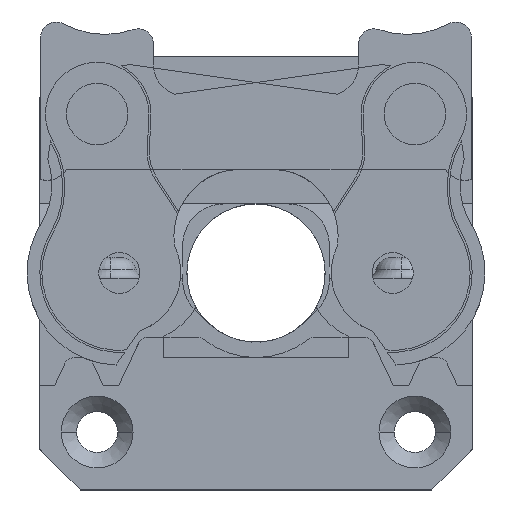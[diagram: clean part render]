
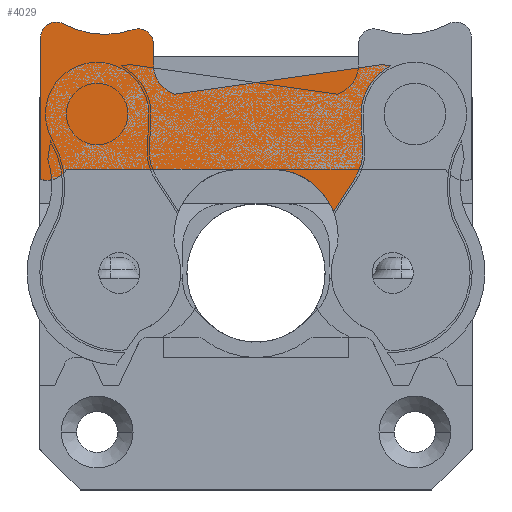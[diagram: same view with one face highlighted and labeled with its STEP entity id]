
A CAD part, top view. The second image highlights one B-rep face of the part: STEP entity #4029.
In plain terms, the highlighted planar face has unit normal (0, 0, 1).
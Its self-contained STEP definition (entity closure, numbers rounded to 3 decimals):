
#53 = CARTESIAN_POINT ( 'NONE',  ( 1.506, 10.131, 17. ) ) ;
#140 = ORIENTED_EDGE ( 'NONE', *, *, #5831, .F. ) ;
#169 = VECTOR ( 'NONE', #6716, 1000. ) ;
#287 = CIRCLE ( 'NONE', #11448, 5.25 ) ;
#664 = EDGE_CURVE ( 'NONE', #5375, #3686, #12127, .T. ) ;
#834 = CARTESIAN_POINT ( 'NONE',  ( -7.917, 17.431, 17. ) ) ;
#904 = EDGE_LOOP ( 'NONE', ( #6634, #6681, #1602, #5988, #12773, #8670, #2493, #1394, #140, #7120, #12132, #8233, #12182, #4950, #11554, #959 ) ) ;
#959 = ORIENTED_EDGE ( 'NONE', *, *, #9110, .F. ) ;
#1038 = EDGE_CURVE ( 'NONE', #3686, #4098, #8370, .T. ) ;
#1049 = VERTEX_POINT ( 'NONE', #9883 ) ;
#1059 = DIRECTION ( 'NONE',  ( 0.99, 0.141, 0. ) ) ;
#1148 = DIRECTION ( 'NONE',  ( 0.987, -0.163, 0. ) ) ;
#1166 = DIRECTION ( 'NONE',  ( -0.542, -0.84, 0. ) ) ;
#1260 = CARTESIAN_POINT ( 'NONE',  ( 1.506, 10.131, 17. ) ) ;
#1307 = VECTOR ( 'NONE', #1166, 1000. ) ;
#1394 = ORIENTED_EDGE ( 'NONE', *, *, #12392, .F. ) ;
#1455 = CARTESIAN_POINT ( 'NONE',  ( -19.5, 22.98, 17. ) ) ;
#1602 = ORIENTED_EDGE ( 'NONE', *, *, #11829, .F. ) ;
#1779 = DIRECTION ( 'NONE',  ( -1., 0., 0. ) ) ;
#1892 = CARTESIAN_POINT ( 'NONE',  ( 9.655, 9.236, 17. ) ) ;
#2213 = CARTESIAN_POINT ( 'NONE',  ( 10.256, 15.253, 17. ) ) ;
#2223 = CARTESIAN_POINT ( 'NONE',  ( 5.663, 11.81, 17. ) ) ;
#2422 = FACE_OUTER_BOUND ( 'NONE', #904, .T. ) ;
#2493 = ORIENTED_EDGE ( 'NONE', *, *, #13343, .F. ) ;
#2502 = CARTESIAN_POINT ( 'NONE',  ( 10.25, 15.5, 17. ) ) ;
#2594 = CARTESIAN_POINT ( 'NONE',  ( 10.408, 12.034, 17. ) ) ;
#2689 = EDGE_CURVE ( 'NONE', #4098, #11867, #13298, .T. ) ;
#2859 = DIRECTION ( 'NONE',  ( 0., 1., 0. ) ) ;
#3292 = AXIS2_PLACEMENT_3D ( 'NONE', #7477, #9910, #1779 ) ;
#3363 = CARTESIAN_POINT ( 'NONE',  ( 10.256, 15.253, 17. ) ) ;
#3381 = CARTESIAN_POINT ( 'NONE',  ( 13.161, 20.2, 17. ) ) ;
#3557 = EDGE_CURVE ( 'NONE', #8045, #8709, #7737, .T. ) ;
#3686 = VERTEX_POINT ( 'NONE', #9290 ) ;
#4029 = ADVANCED_FACE ( 'NONE', ( #2422 ), #9001, .T. ) ;
#4096 = DIRECTION ( 'NONE',  ( 0., 0., 1. ) ) ;
#4098 = VERTEX_POINT ( 'NONE', #53 ) ;
#4151 = VECTOR ( 'NONE', #1059, 1000. ) ;
#4306 = DIRECTION ( 'NONE',  ( -1., 0., 0. ) ) ;
#4314 = CARTESIAN_POINT ( 'NONE',  ( 15.5, 15.5, 17. ) ) ;
#4398 = CARTESIAN_POINT ( 'NONE',  ( 15.5, 15.5, 17. ) ) ;
#4428 = EDGE_CURVE ( 'NONE', #9952, #8267, #5117, .T. ) ;
#4588 = DIRECTION ( 'NONE',  ( 0., 0., -1. ) ) ;
#4614 = CARTESIAN_POINT ( 'NONE',  ( 1.506, 3.631, 17. ) ) ;
#4821 = AXIS2_PLACEMENT_3D ( 'NONE', #2223, #10565, #13171 ) ;
#4950 = ORIENTED_EDGE ( 'NONE', *, *, #5100, .F. ) ;
#5052 = DIRECTION ( 'NONE',  ( 0., 0., 1. ) ) ;
#5100 = EDGE_CURVE ( 'NONE', #9958, #5375, #10702, .T. ) ;
#5117 = LINE ( 'NONE', #6185, #10668 ) ;
#5159 = AXIS2_PLACEMENT_3D ( 'NONE', #4314, #11994, #7790 ) ;
#5260 = DIRECTION ( 'NONE',  ( -1., 0., 0. ) ) ;
#5323 = DIRECTION ( 'NONE',  ( 0., -1., 0. ) ) ;
#5367 = DIRECTION ( 'NONE',  ( -1., 0., 0. ) ) ;
#5375 = VERTEX_POINT ( 'NONE', #1892 ) ;
#5743 = CIRCLE ( 'NONE', #3292, 8.5 ) ;
#5754 = CARTESIAN_POINT ( 'NONE',  ( -21., 9.119, 17. ) ) ;
#5801 = CIRCLE ( 'NONE', #12918, 2.2 ) ;
#5831 = EDGE_CURVE ( 'NONE', #7500, #5849, #8577, .T. ) ;
#5849 = VERTEX_POINT ( 'NONE', #6367 ) ;
#5851 = DIRECTION ( 'NONE',  ( -1., 0., 0. ) ) ;
#5988 = ORIENTED_EDGE ( 'NONE', *, *, #10752, .F. ) ;
#6185 = CARTESIAN_POINT ( 'NONE',  ( -10., 22.315, 17. ) ) ;
#6195 = CARTESIAN_POINT ( 'NONE',  ( 9.655, 9.236, 17. ) ) ;
#6226 = CIRCLE ( 'NONE', #11392, 1.5 ) ;
#6295 = CARTESIAN_POINT ( 'NONE',  ( -7.917, 17.431, 17. ) ) ;
#6367 = CARTESIAN_POINT ( 'NONE',  ( -21., 22.98, 17. ) ) ;
#6634 = ORIENTED_EDGE ( 'NONE', *, *, #10075, .F. ) ;
#6681 = ORIENTED_EDGE ( 'NONE', *, *, #3557, .F. ) ;
#6716 = DIRECTION ( 'NONE',  ( -1., 0., 0. ) ) ;
#6930 = VECTOR ( 'NONE', #7680, 1000. ) ;
#7017 = AXIS2_PLACEMENT_3D ( 'NONE', #13564, #4588, #12673 ) ;
#7120 = ORIENTED_EDGE ( 'NONE', *, *, #10606, .F. ) ;
#7230 = LINE ( 'NONE', #2213, #6930 ) ;
#7477 = CARTESIAN_POINT ( 'NONE',  ( -14.741, 31.775, 17. ) ) ;
#7490 = CARTESIAN_POINT ( 'NONE',  ( 12.38, 20.329, 17. ) ) ;
#7500 = VERTEX_POINT ( 'NONE', #5754 ) ;
#7680 = DIRECTION ( 'NONE',  ( 0.047, -0.999, 0. ) ) ;
#7737 = LINE ( 'NONE', #7490, #9011 ) ;
#7790 = DIRECTION ( 'NONE',  ( -1., 0., 0. ) ) ;
#8045 = VERTEX_POINT ( 'NONE', #9618 ) ;
#8222 = VERTEX_POINT ( 'NONE', #8546 ) ;
#8233 = ORIENTED_EDGE ( 'NONE', *, *, #1038, .F. ) ;
#8267 = VERTEX_POINT ( 'NONE', #11216 ) ;
#8370 = CIRCLE ( 'NONE', #12982, 6.5 ) ;
#8541 = DIRECTION ( 'NONE',  ( 0., 0., 1. ) ) ;
#8546 = CARTESIAN_POINT ( 'NONE',  ( -11.986, 23.734, 17. ) ) ;
#8577 = LINE ( 'NONE', #10103, #12335 ) ;
#8645 = AXIS2_PLACEMENT_3D ( 'NONE', #4398, #5052, #12492 ) ;
#8670 = ORIENTED_EDGE ( 'NONE', *, *, #11010, .F. ) ;
#8709 = VERTEX_POINT ( 'NONE', #3381 ) ;
#8856 = VERTEX_POINT ( 'NONE', #2502 ) ;
#9001 = PLANE ( 'NONE',  #8645 ) ;
#9011 = VECTOR ( 'NONE', #1148, 1000. ) ;
#9025 = CIRCLE ( 'NONE', #5159, 5.25 ) ;
#9110 = EDGE_CURVE ( 'NONE', #8856, #10357, #9025, .T. ) ;
#9290 = CARTESIAN_POINT ( 'NONE',  ( 7.563, 5.99, 17. ) ) ;
#9618 = CARTESIAN_POINT ( 'NONE',  ( 12.38, 20.329, 17. ) ) ;
#9737 = AXIS2_PLACEMENT_3D ( 'NONE', #11135, #4096, #5851 ) ;
#9755 = CARTESIAN_POINT ( 'NONE',  ( -20.397, 11.235, 17. ) ) ;
#9883 = CARTESIAN_POINT ( 'NONE',  ( -18.786, 24.299, 17. ) ) ;
#9910 = DIRECTION ( 'NONE',  ( 0., 0., 1. ) ) ;
#9952 = VERTEX_POINT ( 'NONE', #11178 ) ;
#9958 = VERTEX_POINT ( 'NONE', #2594 ) ;
#10075 = EDGE_CURVE ( 'NONE', #8709, #8856, #287, .T. ) ;
#10103 = CARTESIAN_POINT ( 'NONE',  ( -21., 9.119, 17. ) ) ;
#10357 = VERTEX_POINT ( 'NONE', #3363 ) ;
#10565 = DIRECTION ( 'NONE',  ( 0., 0., -1. ) ) ;
#10606 = EDGE_CURVE ( 'NONE', #11867, #7500, #5801, .T. ) ;
#10668 = VECTOR ( 'NONE', #5323, 1000. ) ;
#10702 = CIRCLE ( 'NONE', #4821, 4.75 ) ;
#10752 = EDGE_CURVE ( 'NONE', #8267, #12505, #11598, .T. ) ;
#11010 = EDGE_CURVE ( 'NONE', #8222, #9952, #13062, .T. ) ;
#11135 = CARTESIAN_POINT ( 'NONE',  ( -7., 20.288, 17. ) ) ;
#11178 = CARTESIAN_POINT ( 'NONE',  ( -10., 22.315, 17. ) ) ;
#11206 = CARTESIAN_POINT ( 'NONE',  ( 15.5, 15.5, 17. ) ) ;
#11216 = CARTESIAN_POINT ( 'NONE',  ( -10., 20.288, 17. ) ) ;
#11392 = AXIS2_PLACEMENT_3D ( 'NONE', #1455, #12188, #4306 ) ;
#11448 = AXIS2_PLACEMENT_3D ( 'NONE', #11206, #8541, #5260 ) ;
#11554 = ORIENTED_EDGE ( 'NONE', *, *, #13426, .F. ) ;
#11598 = CIRCLE ( 'NONE', #9737, 3. ) ;
#11605 = CARTESIAN_POINT ( 'NONE',  ( -18.494, 10.131, 17. ) ) ;
#11829 = EDGE_CURVE ( 'NONE', #12505, #8045, #12882, .T. ) ;
#11867 = VERTEX_POINT ( 'NONE', #11605 ) ;
#11994 = DIRECTION ( 'NONE',  ( 0., 0., 1. ) ) ;
#12127 = LINE ( 'NONE', #6195, #1307 ) ;
#12132 = ORIENTED_EDGE ( 'NONE', *, *, #2689, .F. ) ;
#12182 = ORIENTED_EDGE ( 'NONE', *, *, #664, .F. ) ;
#12188 = DIRECTION ( 'NONE',  ( 0., 0., -1. ) ) ;
#12335 = VECTOR ( 'NONE', #2859, 1000. ) ;
#12392 = EDGE_CURVE ( 'NONE', #5849, #1049, #6226, .T. ) ;
#12490 = DIRECTION ( 'NONE',  ( 0., 0., 1. ) ) ;
#12492 = DIRECTION ( 'NONE',  ( -1., 0., 0. ) ) ;
#12505 = VERTEX_POINT ( 'NONE', #834 ) ;
#12673 = DIRECTION ( 'NONE',  ( -1., 0., 0. ) ) ;
#12773 = ORIENTED_EDGE ( 'NONE', *, *, #4428, .F. ) ;
#12882 = LINE ( 'NONE', #6295, #4151 ) ;
#12918 = AXIS2_PLACEMENT_3D ( 'NONE', #9755, #13247, #5367 ) ;
#12935 = DIRECTION ( 'NONE',  ( -1., 0., 0. ) ) ;
#12982 = AXIS2_PLACEMENT_3D ( 'NONE', #4614, #12490, #12935 ) ;
#13062 = CIRCLE ( 'NONE', #7017, 1.5 ) ;
#13171 = DIRECTION ( 'NONE',  ( -1., 0., 0. ) ) ;
#13247 = DIRECTION ( 'NONE',  ( 0., 0., -1. ) ) ;
#13298 = LINE ( 'NONE', #1260, #169 ) ;
#13343 = EDGE_CURVE ( 'NONE', #1049, #8222, #5743, .T. ) ;
#13426 = EDGE_CURVE ( 'NONE', #10357, #9958, #7230, .T. ) ;
#13564 = CARTESIAN_POINT ( 'NONE',  ( -11.5, 22.315, 17. ) ) ;
